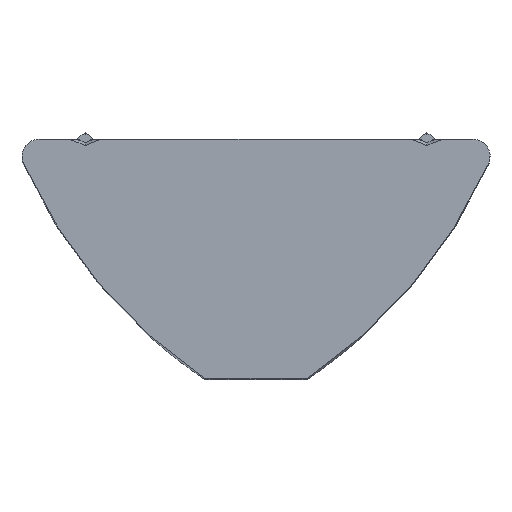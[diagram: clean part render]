
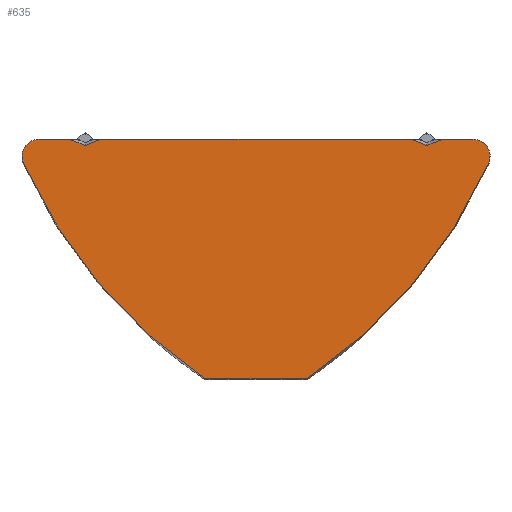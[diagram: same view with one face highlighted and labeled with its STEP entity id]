
A CAD part, top view. The second image highlights one B-rep face of the part: STEP entity #635.
In plain terms, the highlighted planar face has unit normal (0, 0, 1).
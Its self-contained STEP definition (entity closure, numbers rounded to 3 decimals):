
#2 = EDGE_CURVE ( 'NONE', #975, #958, #508, .T. ) ;
#8 = AXIS2_PLACEMENT_3D ( 'NONE', #772, #315, #850 ) ;
#20 = AXIS2_PLACEMENT_3D ( 'NONE', #81, #603, #170 ) ;
#25 = AXIS2_PLACEMENT_3D ( 'NONE', #159, #678, #230 ) ;
#63 = CARTESIAN_POINT ( 'NONE',  ( 1.5, -7., 11. ) ) ;
#68 = DIRECTION ( 'NONE',  ( -1., 0., 0. ) ) ;
#77 = CARTESIAN_POINT ( 'NONE',  ( 4.675, 3.687, 11. ) ) ;
#81 = CARTESIAN_POINT ( 'NONE',  ( -6.35, -0.5, 11. ) ) ;
#83 = LINE ( 'NONE', #581, #829 ) ;
#86 = VERTEX_POINT ( 'NONE', #163 ) ;
#99 = LINE ( 'NONE', #77, #896 ) ;
#100 = ORIENTED_EDGE ( 'NONE', *, *, #746, .T. ) ;
#102 = CARTESIAN_POINT ( 'NONE',  ( -4.543, 0., 11. ) ) ;
#103 = CARTESIAN_POINT ( 'NONE',  ( -5., -0.183, 11. ) ) ;
#123 = DIRECTION ( 'NONE',  ( -1., 0., 0. ) ) ;
#126 = ORIENTED_EDGE ( 'NONE', *, *, #2, .T. ) ;
#144 = EDGE_CURVE ( 'NONE', #575, #988, #190, .T. ) ;
#159 = CARTESIAN_POINT ( 'NONE',  ( -6.876, 5.444, 11. ) ) ;
#161 = LINE ( 'NONE', #991, #521 ) ;
#163 = CARTESIAN_POINT ( 'NONE',  ( -5.457, 0., 11. ) ) ;
#164 = DIRECTION ( 'NONE',  ( 0.928, 0.371, 0. ) ) ;
#169 = ORIENTED_EDGE ( 'NONE', *, *, #200, .T. ) ;
#170 = DIRECTION ( 'NONE',  ( 1., 0., 0. ) ) ;
#173 = EDGE_CURVE ( 'NONE', #958, #541, #161, .T. ) ;
#189 = EDGE_CURVE ( 'NONE', #426, #988, #99, .T. ) ;
#190 = LINE ( 'NONE', #301, #970 ) ;
#200 = EDGE_CURVE ( 'NONE', #554, #705, #650, .T. ) ;
#209 = VECTOR ( 'NONE', #668, 1000. ) ;
#225 = CARTESIAN_POINT ( 'NONE',  ( -6.85, -0.5, 11. ) ) ;
#230 = DIRECTION ( 'NONE',  ( -1., 0., 0. ) ) ;
#232 = DIRECTION ( 'NONE',  ( -0.928, -0.371, 0. ) ) ;
#249 = CARTESIAN_POINT ( 'NONE',  ( 6.806, -0.705, 11. ) ) ;
#253 = DIRECTION ( 'NONE',  ( -1., 0., 0. ) ) ;
#263 = DIRECTION ( 'NONE',  ( -1., 0., 0. ) ) ;
#271 = AXIS2_PLACEMENT_3D ( 'NONE', #440, #989, #513 ) ;
#280 = CARTESIAN_POINT ( 'NONE',  ( 6.35, -0.5, 11. ) ) ;
#294 = VERTEX_POINT ( 'NONE', #249 ) ;
#297 = ORIENTED_EDGE ( 'NONE', *, *, #916, .F. ) ;
#301 = CARTESIAN_POINT ( 'NONE',  ( 6.35, 0., 11. ) ) ;
#315 = DIRECTION ( 'NONE',  ( 0., 0., 1. ) ) ;
#316 = EDGE_LOOP ( 'NONE', ( #430, #100, #566, #661, #297, #347, #355, #978, #169, #625, #748, #663, #126 ) ) ;
#321 = VECTOR ( 'NONE', #253, 1000. ) ;
#324 = CIRCLE ( 'NONE', #20, 0.5 ) ;
#331 = VERTEX_POINT ( 'NONE', #857 ) ;
#343 = CIRCLE ( 'NONE', #25, 15. ) ;
#344 = PLANE ( 'NONE',  #496 ) ;
#347 = ORIENTED_EDGE ( 'NONE', *, *, #465, .T. ) ;
#355 = ORIENTED_EDGE ( 'NONE', *, *, #847, .T. ) ;
#380 = DIRECTION ( 'NONE',  ( 0., 0., 1. ) ) ;
#386 = CIRCLE ( 'NONE', #271, 0.5 ) ;
#412 = CARTESIAN_POINT ( 'NONE',  ( 5., -0.183, 11. ) ) ;
#423 = VECTOR ( 'NONE', #609, 1000. ) ;
#426 = VERTEX_POINT ( 'NONE', #103 ) ;
#430 = ORIENTED_EDGE ( 'NONE', *, *, #173, .T. ) ;
#440 = CARTESIAN_POINT ( 'NONE',  ( -6.35, -0.5, 11. ) ) ;
#443 = LINE ( 'NONE', #859, #423 ) ;
#465 = EDGE_CURVE ( 'NONE', #86, #331, #884, .T. ) ;
#496 = AXIS2_PLACEMENT_3D ( 'NONE', #280, #564, #123 ) ;
#508 = LINE ( 'NONE', #611, #321 ) ;
#513 = DIRECTION ( 'NONE',  ( 1., 0., 0. ) ) ;
#519 = VERTEX_POINT ( 'NONE', #637 ) ;
#521 = VECTOR ( 'NONE', #232, 1000. ) ;
#541 = VERTEX_POINT ( 'NONE', #412 ) ;
#554 = VERTEX_POINT ( 'NONE', #725 ) ;
#564 = DIRECTION ( 'NONE',  ( 0., 0., -1. ) ) ;
#566 = ORIENTED_EDGE ( 'NONE', *, *, #144, .T. ) ;
#575 = VERTEX_POINT ( 'NONE', #727 ) ;
#581 = CARTESIAN_POINT ( 'NONE',  ( 6.273, -0.692, 11. ) ) ;
#582 = LINE ( 'NONE', #63, #209 ) ;
#603 = DIRECTION ( 'NONE',  ( 0., 0., 1. ) ) ;
#609 = DIRECTION ( 'NONE',  ( 0.928, -0.371, 0. ) ) ;
#611 = CARTESIAN_POINT ( 'NONE',  ( 6.35, 0., 11. ) ) ;
#625 = ORIENTED_EDGE ( 'NONE', *, *, #791, .T. ) ;
#635 = ADVANCED_FACE ( 'NONE', ( #955 ), #344, .F. ) ;
#637 = CARTESIAN_POINT ( 'NONE',  ( 1.5, -7., 11. ) ) ;
#650 = CIRCLE ( 'NONE', #766, 15. ) ;
#659 = VECTOR ( 'NONE', #263, 1000. ) ;
#661 = ORIENTED_EDGE ( 'NONE', *, *, #189, .F. ) ;
#663 = ORIENTED_EDGE ( 'NONE', *, *, #853, .T. ) ;
#665 = DIRECTION ( 'NONE',  ( -0.928, 0.371, 0. ) ) ;
#668 = DIRECTION ( 'NONE',  ( 1., 0., 0. ) ) ;
#678 = DIRECTION ( 'NONE',  ( 0., 0., 1. ) ) ;
#702 = CIRCLE ( 'NONE', #8, 0.5 ) ;
#705 = VERTEX_POINT ( 'NONE', #906 ) ;
#711 = CARTESIAN_POINT ( 'NONE',  ( 6.35, 0., 11. ) ) ;
#725 = CARTESIAN_POINT ( 'NONE',  ( -6.806, -0.705, 11. ) ) ;
#727 = CARTESIAN_POINT ( 'NONE',  ( 4.543, 0., 11. ) ) ;
#746 = EDGE_CURVE ( 'NONE', #541, #575, #83, .T. ) ;
#748 = ORIENTED_EDGE ( 'NONE', *, *, #805, .T. ) ;
#756 = VERTEX_POINT ( 'NONE', #225 ) ;
#766 = AXIS2_PLACEMENT_3D ( 'NONE', #848, #380, #930 ) ;
#772 = CARTESIAN_POINT ( 'NONE',  ( 6.35, -0.5, 11. ) ) ;
#785 = CARTESIAN_POINT ( 'NONE',  ( 5.457, 0., 11. ) ) ;
#791 = EDGE_CURVE ( 'NONE', #705, #519, #582, .T. ) ;
#794 = EDGE_CURVE ( 'NONE', #756, #554, #386, .T. ) ;
#805 = EDGE_CURVE ( 'NONE', #519, #294, #343, .T. ) ;
#829 = VECTOR ( 'NONE', #665, 1000. ) ;
#847 = EDGE_CURVE ( 'NONE', #331, #756, #324, .T. ) ;
#848 = CARTESIAN_POINT ( 'NONE',  ( 6.876, 5.444, 11. ) ) ;
#850 = DIRECTION ( 'NONE',  ( -1., 0., 0. ) ) ;
#853 = EDGE_CURVE ( 'NONE', #294, #975, #702, .T. ) ;
#857 = CARTESIAN_POINT ( 'NONE',  ( -6.35, 0., 11. ) ) ;
#859 = CARTESIAN_POINT ( 'NONE',  ( 4.894, -4.14, 11. ) ) ;
#875 = CARTESIAN_POINT ( 'NONE',  ( 6.35, 0., 11. ) ) ;
#884 = LINE ( 'NONE', #875, #659 ) ;
#896 = VECTOR ( 'NONE', #164, 1000. ) ;
#906 = CARTESIAN_POINT ( 'NONE',  ( -1.5, -7., 11. ) ) ;
#916 = EDGE_CURVE ( 'NONE', #86, #426, #443, .T. ) ;
#930 = DIRECTION ( 'NONE',  ( 1., 0., 0. ) ) ;
#955 = FACE_OUTER_BOUND ( 'NONE', #316, .T. ) ;
#958 = VERTEX_POINT ( 'NONE', #785 ) ;
#970 = VECTOR ( 'NONE', #68, 1000. ) ;
#975 = VERTEX_POINT ( 'NONE', #711 ) ;
#978 = ORIENTED_EDGE ( 'NONE', *, *, #794, .T. ) ;
#988 = VERTEX_POINT ( 'NONE', #102 ) ;
#989 = DIRECTION ( 'NONE',  ( 0., 0., 1. ) ) ;
#991 = CARTESIAN_POINT ( 'NONE',  ( 6.054, 0.239, 11. ) ) ;
